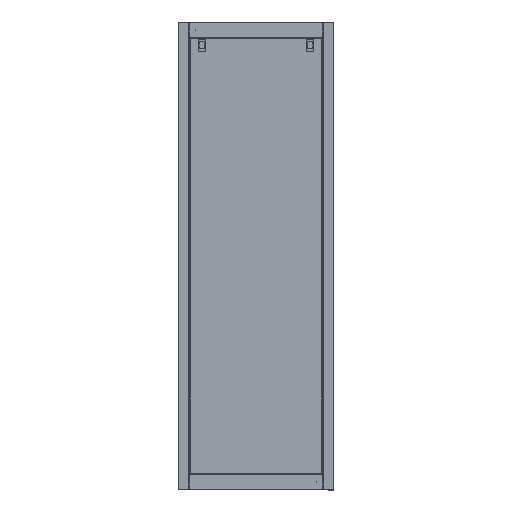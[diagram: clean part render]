
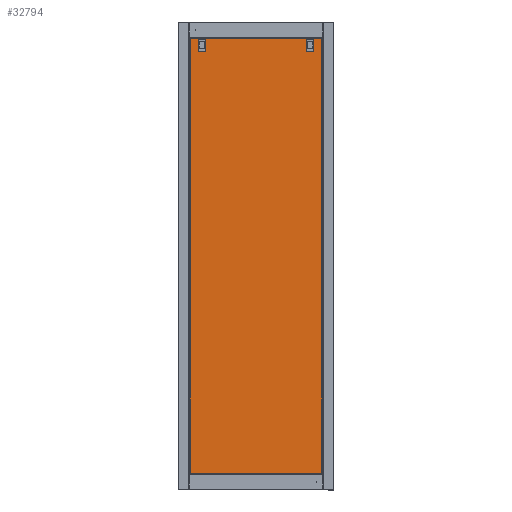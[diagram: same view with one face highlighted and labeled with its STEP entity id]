
A CAD part, top view. The second image highlights one B-rep face of the part: STEP entity #32794.
In plain terms, the highlighted face is planar.
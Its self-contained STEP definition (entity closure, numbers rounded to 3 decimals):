
#346 = FACE_OUTER_BOUND ( 'NONE', #17185, .T. ) ;
#707 = CARTESIAN_POINT ( 'NONE',  ( 476., 1627., -1. ) ) ;
#1429 = VECTOR ( 'NONE', #29683, 1000. ) ;
#1449 = VECTOR ( 'NONE', #15422, 1000. ) ;
#1527 = EDGE_CURVE ( 'NONE', #13206, #26674, #24785, .T. ) ;
#1735 = CARTESIAN_POINT ( 'NONE',  ( 35., 1665., -1. ) ) ;
#2318 = CARTESIAN_POINT ( 'NONE',  ( 450., 1665., -1. ) ) ;
#2887 = VECTOR ( 'NONE', #21762, 1000. ) ;
#3336 = VERTEX_POINT ( 'NONE', #33857 ) ;
#3466 = EDGE_LOOP ( 'NONE', ( #32108, #6040, #35553, #27912 ) ) ;
#4859 = CARTESIAN_POINT ( 'NONE',  ( 61., 1665., -1. ) ) ;
#4885 = VERTEX_POINT ( 'NONE', #35421 ) ;
#5035 = LINE ( 'NONE', #2318, #27353 ) ;
#5040 = LINE ( 'NONE', #13762, #34394 ) ;
#5064 = EDGE_CURVE ( 'NONE', #18878, #3336, #25936, .T. ) ;
#5173 = DIRECTION ( 'NONE',  ( 1., 0., 0. ) ) ;
#5357 = EDGE_CURVE ( 'NONE', #12504, #8630, #13963, .T. ) ;
#6040 = ORIENTED_EDGE ( 'NONE', *, *, #7120, .F. ) ;
#6971 = VECTOR ( 'NONE', #9243, 1000. ) ;
#7120 = EDGE_CURVE ( 'NONE', #14665, #13206, #12470, .T. ) ;
#7888 = EDGE_CURVE ( 'NONE', #26674, #17135, #34112, .T. ) ;
#8176 = ORIENTED_EDGE ( 'NONE', *, *, #5357, .F. ) ;
#8609 = VERTEX_POINT ( 'NONE', #11382 ) ;
#8630 = VERTEX_POINT ( 'NONE', #22958 ) ;
#8786 = VERTEX_POINT ( 'NONE', #23473 ) ;
#9243 = DIRECTION ( 'NONE',  ( -1., 0., 0. ) ) ;
#9447 = CARTESIAN_POINT ( 'NONE',  ( 2., 1.141, -1. ) ) ;
#10516 = LINE ( 'NONE', #24447, #29731 ) ;
#10659 = CARTESIAN_POINT ( 'NONE',  ( 476., 1665., -1. ) ) ;
#11205 = EDGE_CURVE ( 'NONE', #3336, #20193, #16520, .T. ) ;
#11382 = CARTESIAN_POINT ( 'NONE',  ( 509., 2., -1. ) ) ;
#11558 = CARTESIAN_POINT ( 'NONE',  ( 450., 1627., -1. ) ) ;
#12470 = LINE ( 'NONE', #26063, #25834 ) ;
#12504 = VERTEX_POINT ( 'NONE', #4859 ) ;
#12666 = EDGE_CURVE ( 'NONE', #8609, #18878, #5040, .T. ) ;
#13206 = VERTEX_POINT ( 'NONE', #33299 ) ;
#13348 = ORIENTED_EDGE ( 'NONE', *, *, #11205, .T. ) ;
#13387 = LINE ( 'NONE', #1735, #1429 ) ;
#13486 = ORIENTED_EDGE ( 'NONE', *, *, #5064, .T. ) ;
#13762 = CARTESIAN_POINT ( 'NONE',  ( 509.859, 2., -1. ) ) ;
#13963 = LINE ( 'NONE', #27553, #32161 ) ;
#14179 = EDGE_CURVE ( 'NONE', #8786, #4885, #13387, .T. ) ;
#14665 = VERTEX_POINT ( 'NONE', #27286 ) ;
#14882 = PLANE ( 'NONE',  #17924 ) ;
#14883 = ORIENTED_EDGE ( 'NONE', *, *, #16940, .F. ) ;
#15422 = DIRECTION ( 'NONE',  ( 0., 1., 0. ) ) ;
#16117 = DIRECTION ( 'NONE',  ( -1., 0., 0. ) ) ;
#16520 = LINE ( 'NONE', #22311, #2887 ) ;
#16899 = DIRECTION ( 'NONE',  ( -1., 0., 0. ) ) ;
#16940 = EDGE_CURVE ( 'NONE', #4885, #12504, #26587, .T. ) ;
#17135 = VERTEX_POINT ( 'NONE', #11558 ) ;
#17185 = EDGE_LOOP ( 'NONE', ( #20866, #33329, #13486, #13348 ) ) ;
#17489 = VECTOR ( 'NONE', #16899, 1000. ) ;
#17794 = EDGE_LOOP ( 'NONE', ( #8176, #14883, #25382, #30977 ) ) ;
#17924 = AXIS2_PLACEMENT_3D ( 'NONE', #22682, #22496, #19781 ) ;
#18878 = VERTEX_POINT ( 'NONE', #25402 ) ;
#19781 = DIRECTION ( 'NONE',  ( -1., 0., 0. ) ) ;
#20193 = VERTEX_POINT ( 'NONE', #27120 ) ;
#20430 = VECTOR ( 'NONE', #5173, 1000. ) ;
#20827 = CARTESIAN_POINT ( 'NONE',  ( 476., 1627., -1. ) ) ;
#20866 = ORIENTED_EDGE ( 'NONE', *, *, #23499, .T. ) ;
#21555 = DIRECTION ( 'NONE',  ( 0., -1., 0. ) ) ;
#21707 = DIRECTION ( 'NONE',  ( 0., -1., 0. ) ) ;
#21762 = DIRECTION ( 'NONE',  ( 1., 0., 0. ) ) ;
#22142 = LINE ( 'NONE', #31016, #17489 ) ;
#22211 = EDGE_CURVE ( 'NONE', #8630, #8786, #22142, .T. ) ;
#22311 = CARTESIAN_POINT ( 'NONE',  ( 1.141, 1675., -1. ) ) ;
#22399 = EDGE_CURVE ( 'NONE', #17135, #14665, #5035, .T. ) ;
#22496 = DIRECTION ( 'NONE',  ( 0., 0., -1. ) ) ;
#22682 = CARTESIAN_POINT ( 'NONE',  ( 0., 0., -1. ) ) ;
#22958 = CARTESIAN_POINT ( 'NONE',  ( 61., 1627., -1. ) ) ;
#23473 = CARTESIAN_POINT ( 'NONE',  ( 35., 1627., -1. ) ) ;
#23499 = EDGE_CURVE ( 'NONE', #20193, #8609, #10516, .T. ) ;
#24395 = CARTESIAN_POINT ( 'NONE',  ( 61., 1665., -1. ) ) ;
#24447 = CARTESIAN_POINT ( 'NONE',  ( 509., 1675.859, -1. ) ) ;
#24785 = LINE ( 'NONE', #10659, #27787 ) ;
#25382 = ORIENTED_EDGE ( 'NONE', *, *, #14179, .F. ) ;
#25402 = CARTESIAN_POINT ( 'NONE',  ( 2., 2., -1. ) ) ;
#25581 = FACE_BOUND ( 'NONE', #17794, .T. ) ;
#25834 = VECTOR ( 'NONE', #31695, 1000. ) ;
#25936 = LINE ( 'NONE', #9447, #1449 ) ;
#26063 = CARTESIAN_POINT ( 'NONE',  ( 476., 1665., -1. ) ) ;
#26587 = LINE ( 'NONE', #24395, #20430 ) ;
#26674 = VERTEX_POINT ( 'NONE', #20827 ) ;
#27120 = CARTESIAN_POINT ( 'NONE',  ( 509., 1675., -1. ) ) ;
#27286 = CARTESIAN_POINT ( 'NONE',  ( 450., 1665., -1. ) ) ;
#27353 = VECTOR ( 'NONE', #32791, 1000. ) ;
#27553 = CARTESIAN_POINT ( 'NONE',  ( 61., 1665., -1. ) ) ;
#27787 = VECTOR ( 'NONE', #21707, 1000. ) ;
#27912 = ORIENTED_EDGE ( 'NONE', *, *, #7888, .F. ) ;
#28092 = DIRECTION ( 'NONE',  ( 0., -1., 0. ) ) ;
#29683 = DIRECTION ( 'NONE',  ( 0., 1., 0. ) ) ;
#29731 = VECTOR ( 'NONE', #21555, 1000. ) ;
#30858 = FACE_BOUND ( 'NONE', #3466, .T. ) ;
#30977 = ORIENTED_EDGE ( 'NONE', *, *, #22211, .F. ) ;
#31016 = CARTESIAN_POINT ( 'NONE',  ( 61., 1627., -1. ) ) ;
#31695 = DIRECTION ( 'NONE',  ( 1., 0., 0. ) ) ;
#32108 = ORIENTED_EDGE ( 'NONE', *, *, #1527, .F. ) ;
#32161 = VECTOR ( 'NONE', #28092, 1000. ) ;
#32791 = DIRECTION ( 'NONE',  ( 0., 1., 0. ) ) ;
#32794 = ADVANCED_FACE ( 'NONE', ( #25581, #30858, #346 ), #14882, .T. ) ;
#33299 = CARTESIAN_POINT ( 'NONE',  ( 476., 1665., -1. ) ) ;
#33329 = ORIENTED_EDGE ( 'NONE', *, *, #12666, .T. ) ;
#33857 = CARTESIAN_POINT ( 'NONE',  ( 2., 1675., -1. ) ) ;
#34112 = LINE ( 'NONE', #707, #6971 ) ;
#34394 = VECTOR ( 'NONE', #16117, 1000. ) ;
#35421 = CARTESIAN_POINT ( 'NONE',  ( 35., 1665., -1. ) ) ;
#35553 = ORIENTED_EDGE ( 'NONE', *, *, #22399, .F. ) ;
